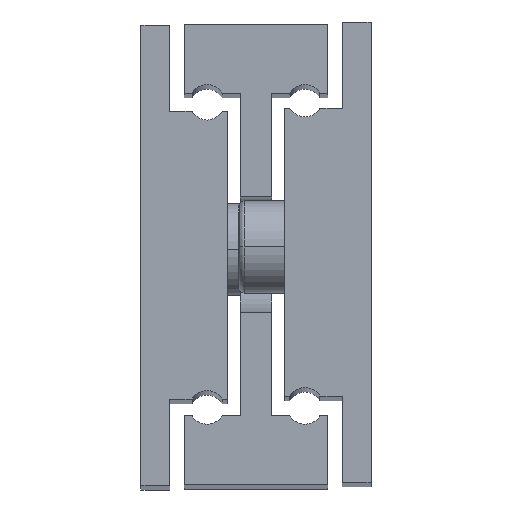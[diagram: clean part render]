
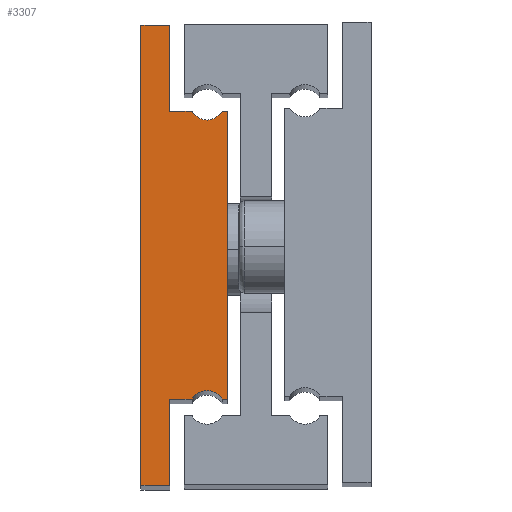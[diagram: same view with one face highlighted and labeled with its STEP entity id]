
A CAD part, top view. The second image highlights one B-rep face of the part: STEP entity #3307.
In plain terms, the highlighted face is planar.
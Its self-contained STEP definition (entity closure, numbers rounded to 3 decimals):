
#35 = EDGE_CURVE ( 'NONE', #842, #4062, #3605, .T. ) ;
#167 = ORIENTED_EDGE ( 'NONE', *, *, #2563, .F. ) ;
#242 = VERTEX_POINT ( 'NONE', #3339 ) ;
#313 = CARTESIAN_POINT ( 'NONE',  ( 3.5, -1.5, 0. ) ) ;
#336 = EDGE_CURVE ( 'NONE', #242, #4348, #4020, .T. ) ;
#383 = EDGE_CURVE ( 'NONE', #1023, #2876, #2354, .T. ) ;
#420 = ORIENTED_EDGE ( 'NONE', *, *, #659, .F. ) ;
#469 = LINE ( 'NONE', #833, #595 ) ;
#564 = DIRECTION ( 'NONE',  ( 0., -1., 0. ) ) ;
#582 = EDGE_LOOP ( 'NONE', ( #1590, #2730, #167, #1794, #1868, #3591, #1745, #3323, #2798, #1278, #2930, #420 ) ) ;
#595 = VECTOR ( 'NONE', #760, 1000. ) ;
#621 = EDGE_CURVE ( 'NONE', #4348, #1460, #2702, .T. ) ;
#659 = EDGE_CURVE ( 'NONE', #3825, #4163, #1758, .T. ) ;
#735 = AXIS2_PLACEMENT_3D ( 'NONE', #3407, #1002, #3426 ) ;
#748 = DIRECTION ( 'NONE',  ( 0., 0., -1. ) ) ;
#760 = DIRECTION ( 'NONE',  ( 1., 0., 0. ) ) ;
#823 = EDGE_CURVE ( 'NONE', #4062, #3825, #3450, .T. ) ;
#833 = CARTESIAN_POINT ( 'NONE',  ( 6.098, 0., 0. ) ) ;
#842 = VERTEX_POINT ( 'NONE', #3456 ) ;
#897 = CARTESIAN_POINT ( 'NONE',  ( 10., 50., 0. ) ) ;
#955 = DIRECTION ( 'NONE',  ( -1., 0., 0. ) ) ;
#980 = DIRECTION ( 'NONE',  ( -1., 0., 0. ) ) ;
#1002 = DIRECTION ( 'NONE',  ( 0., 0., -1. ) ) ;
#1023 = VERTEX_POINT ( 'NONE', #1551 ) ;
#1031 = VECTOR ( 'NONE', #1447, 1000. ) ;
#1062 = CARTESIAN_POINT ( 'NONE',  ( 6.098, 50., 0. ) ) ;
#1147 = CARTESIAN_POINT ( 'NONE',  ( 15., -15., 0. ) ) ;
#1278 = ORIENTED_EDGE ( 'NONE', *, *, #2668, .F. ) ;
#1315 = FACE_OUTER_BOUND ( 'NONE', #582, .T. ) ;
#1380 = EDGE_CURVE ( 'NONE', #3448, #1504, #3583, .T. ) ;
#1392 = CARTESIAN_POINT ( 'NONE',  ( 3.5, -1.5, 0. ) ) ;
#1399 = CARTESIAN_POINT ( 'NONE',  ( 0.902, 0., 0. ) ) ;
#1447 = DIRECTION ( 'NONE',  ( 1., 0., 0. ) ) ;
#1460 = VERTEX_POINT ( 'NONE', #1062 ) ;
#1504 = VERTEX_POINT ( 'NONE', #1576 ) ;
#1533 = LINE ( 'NONE', #2896, #1699 ) ;
#1551 = CARTESIAN_POINT ( 'NONE',  ( 10., 0., 0. ) ) ;
#1576 = CARTESIAN_POINT ( 'NONE',  ( 15., 65., 0. ) ) ;
#1590 = ORIENTED_EDGE ( 'NONE', *, *, #823, .F. ) ;
#1699 = VECTOR ( 'NONE', #4053, 1000. ) ;
#1715 = EDGE_CURVE ( 'NONE', #4163, #1746, #4127, .T. ) ;
#1745 = ORIENTED_EDGE ( 'NONE', *, *, #1380, .F. ) ;
#1746 = VERTEX_POINT ( 'NONE', #3149 ) ;
#1758 = LINE ( 'NONE', #2848, #1031 ) ;
#1786 = CARTESIAN_POINT ( 'NONE',  ( 0., 0., 0. ) ) ;
#1794 = ORIENTED_EDGE ( 'NONE', *, *, #621, .F. ) ;
#1830 = DIRECTION ( 'NONE',  ( -1., 0., 0. ) ) ;
#1868 = ORIENTED_EDGE ( 'NONE', *, *, #336, .F. ) ;
#2156 = EDGE_CURVE ( 'NONE', #1504, #242, #4257, .T. ) ;
#2214 = CARTESIAN_POINT ( 'NONE',  ( 10., -15., 0. ) ) ;
#2272 = CARTESIAN_POINT ( 'NONE',  ( 0.902, 50., 0. ) ) ;
#2354 = LINE ( 'NONE', #2679, #3952 ) ;
#2363 = PLANE ( 'NONE',  #3819 ) ;
#2416 = VECTOR ( 'NONE', #2497, 1000. ) ;
#2480 = VECTOR ( 'NONE', #980, 1000. ) ;
#2497 = DIRECTION ( 'NONE',  ( 0., 1., 0. ) ) ;
#2563 = EDGE_CURVE ( 'NONE', #1460, #842, #3330, .T. ) ;
#2585 = AXIS2_PLACEMENT_3D ( 'NONE', #1392, #748, #955 ) ;
#2668 = EDGE_CURVE ( 'NONE', #1746, #1023, #469, .T. ) ;
#2679 = CARTESIAN_POINT ( 'NONE',  ( 10., -15., 0. ) ) ;
#2702 = LINE ( 'NONE', #4110, #2480 ) ;
#2723 = DIRECTION ( 'NONE',  ( 0., -1., 0. ) ) ;
#2730 = ORIENTED_EDGE ( 'NONE', *, *, #35, .F. ) ;
#2775 = VECTOR ( 'NONE', #564, 1000. ) ;
#2798 = ORIENTED_EDGE ( 'NONE', *, *, #383, .F. ) ;
#2848 = CARTESIAN_POINT ( 'NONE',  ( 0., 0., 0. ) ) ;
#2876 = VERTEX_POINT ( 'NONE', #2214 ) ;
#2896 = CARTESIAN_POINT ( 'NONE',  ( 15., -15., 0. ) ) ;
#2930 = ORIENTED_EDGE ( 'NONE', *, *, #1715, .F. ) ;
#3149 = CARTESIAN_POINT ( 'NONE',  ( 6.098, 0., 0. ) ) ;
#3187 = CARTESIAN_POINT ( 'NONE',  ( 10., 65., 0. ) ) ;
#3246 = EDGE_CURVE ( 'NONE', #2876, #3448, #1533, .T. ) ;
#3307 = ADVANCED_FACE ( 'NONE', ( #1315 ), #2363, .T. ) ;
#3323 = ORIENTED_EDGE ( 'NONE', *, *, #3246, .F. ) ;
#3330 = CIRCLE ( 'NONE', #735, 3. ) ;
#3339 = CARTESIAN_POINT ( 'NONE',  ( 10., 65., 0. ) ) ;
#3350 = DIRECTION ( 'NONE',  ( -1., 0., 0. ) ) ;
#3407 = CARTESIAN_POINT ( 'NONE',  ( 3.5, 51.5, 0. ) ) ;
#3426 = DIRECTION ( 'NONE',  ( 1., 0., 0. ) ) ;
#3448 = VERTEX_POINT ( 'NONE', #1147 ) ;
#3450 = LINE ( 'NONE', #3476, #3468 ) ;
#3456 = CARTESIAN_POINT ( 'NONE',  ( 0.902, 50., 0. ) ) ;
#3468 = VECTOR ( 'NONE', #4186, 1000. ) ;
#3476 = CARTESIAN_POINT ( 'NONE',  ( 0., 50., 0. ) ) ;
#3484 = VECTOR ( 'NONE', #1830, 1000. ) ;
#3543 = VECTOR ( 'NONE', #3612, 1000. ) ;
#3583 = LINE ( 'NONE', #3911, #2416 ) ;
#3591 = ORIENTED_EDGE ( 'NONE', *, *, #2156, .F. ) ;
#3605 = LINE ( 'NONE', #2272, #3484 ) ;
#3612 = DIRECTION ( 'NONE',  ( -1., 0., 0. ) ) ;
#3676 = CARTESIAN_POINT ( 'NONE',  ( 0., 50., 0. ) ) ;
#3819 = AXIS2_PLACEMENT_3D ( 'NONE', #313, #4077, #3350 ) ;
#3825 = VERTEX_POINT ( 'NONE', #1786 ) ;
#3863 = CARTESIAN_POINT ( 'NONE',  ( 10., 50., 0. ) ) ;
#3911 = CARTESIAN_POINT ( 'NONE',  ( 15., 65., 0. ) ) ;
#3952 = VECTOR ( 'NONE', #2723, 1000. ) ;
#4020 = LINE ( 'NONE', #897, #2775 ) ;
#4053 = DIRECTION ( 'NONE',  ( 1., 0., 0. ) ) ;
#4062 = VERTEX_POINT ( 'NONE', #3676 ) ;
#4077 = DIRECTION ( 'NONE',  ( 0., 0., -1. ) ) ;
#4110 = CARTESIAN_POINT ( 'NONE',  ( 10., 50., 0. ) ) ;
#4127 = CIRCLE ( 'NONE', #2585, 3. ) ;
#4163 = VERTEX_POINT ( 'NONE', #1399 ) ;
#4186 = DIRECTION ( 'NONE',  ( 0., -1., 0. ) ) ;
#4257 = LINE ( 'NONE', #3187, #3543 ) ;
#4348 = VERTEX_POINT ( 'NONE', #3863 ) ;
